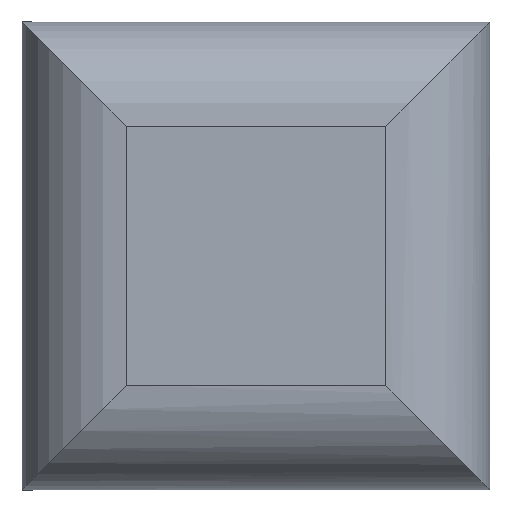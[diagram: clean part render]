
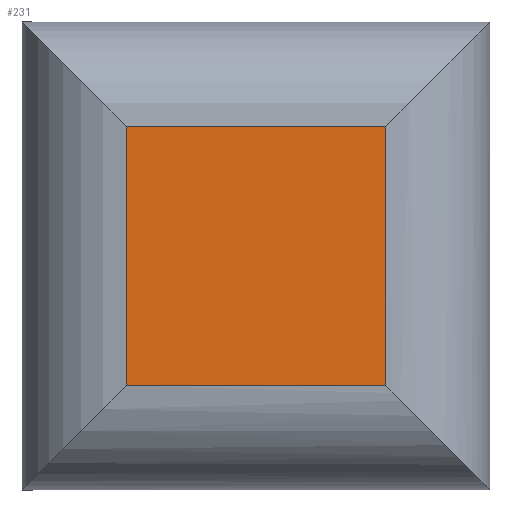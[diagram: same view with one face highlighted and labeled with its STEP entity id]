
A CAD part, left-side view. The second image highlights one B-rep face of the part: STEP entity #231.
In plain terms, the highlighted planar face has unit normal (-1, 0, 0).
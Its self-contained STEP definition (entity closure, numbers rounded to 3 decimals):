
#41 = CARTESIAN_POINT ( 'NONE',  ( -4.65, -18.297, 37.194 ) ) ;
#113 = EDGE_CURVE ( 'NONE', #1019, #459, #895, .T. ) ;
#121 = VERTEX_POINT ( 'NONE', #901 ) ;
#158 = EDGE_CURVE ( 'NONE', #121, #552, #400, .T. ) ;
#161 = DIRECTION ( 'NONE',  ( 0., -1., 0. ) ) ;
#167 = VECTOR ( 'NONE', #568, 1000. ) ;
#175 = CARTESIAN_POINT ( 'NONE',  ( -4.65, -18.297, 37.794 ) ) ;
#205 = FACE_OUTER_BOUND ( 'NONE', #281, .T. ) ;
#211 = LINE ( 'NONE', #299, #1024 ) ;
#231 = ADVANCED_FACE ( 'NONE', ( #205 ), #931, .T. ) ;
#281 = EDGE_LOOP ( 'NONE', ( #623, #593, #882, #759 ) ) ;
#288 = EDGE_CURVE ( 'NONE', #552, #1019, #211, .T. ) ;
#299 = CARTESIAN_POINT ( 'NONE',  ( -4.65, -16.207, 37.194 ) ) ;
#307 = CARTESIAN_POINT ( 'NONE',  ( -4.65, -16.207, 39.284 ) ) ;
#308 = VECTOR ( 'NONE', #161, 1000. ) ;
#344 = CARTESIAN_POINT ( 'NONE',  ( -4.65, -17.697, 37.194 ) ) ;
#400 = LINE ( 'NONE', #175, #425 ) ;
#425 = VECTOR ( 'NONE', #656, 1000. ) ;
#448 = AXIS2_PLACEMENT_3D ( 'NONE', #41, #914, #827 ) ;
#453 = CARTESIAN_POINT ( 'NONE',  ( -4.65, -16.207, 37.794 ) ) ;
#459 = VERTEX_POINT ( 'NONE', #818 ) ;
#481 = EDGE_CURVE ( 'NONE', #459, #121, #992, .T. ) ;
#488 = CARTESIAN_POINT ( 'NONE',  ( -4.65, -18.297, 39.284 ) ) ;
#552 = VERTEX_POINT ( 'NONE', #453 ) ;
#568 = DIRECTION ( 'NONE',  ( 0., 0., -1. ) ) ;
#593 = ORIENTED_EDGE ( 'NONE', *, *, #481, .F. ) ;
#623 = ORIENTED_EDGE ( 'NONE', *, *, #158, .F. ) ;
#656 = DIRECTION ( 'NONE',  ( 0., 1., 0. ) ) ;
#759 = ORIENTED_EDGE ( 'NONE', *, *, #288, .F. ) ;
#818 = CARTESIAN_POINT ( 'NONE',  ( -4.65, -17.697, 39.284 ) ) ;
#827 = DIRECTION ( 'NONE',  ( 0., 0., 1. ) ) ;
#882 = ORIENTED_EDGE ( 'NONE', *, *, #113, .F. ) ;
#895 = LINE ( 'NONE', #488, #308 ) ;
#901 = CARTESIAN_POINT ( 'NONE',  ( -4.65, -17.697, 37.794 ) ) ;
#914 = DIRECTION ( 'NONE',  ( -1., 0., 0. ) ) ;
#931 = PLANE ( 'NONE',  #448 ) ;
#992 = LINE ( 'NONE', #344, #167 ) ;
#1019 = VERTEX_POINT ( 'NONE', #307 ) ;
#1024 = VECTOR ( 'NONE', #1032, 1000. ) ;
#1032 = DIRECTION ( 'NONE',  ( 0., 0., 1. ) ) ;
